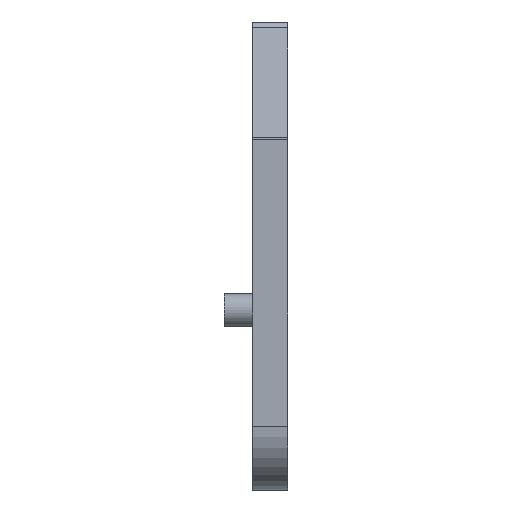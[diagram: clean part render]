
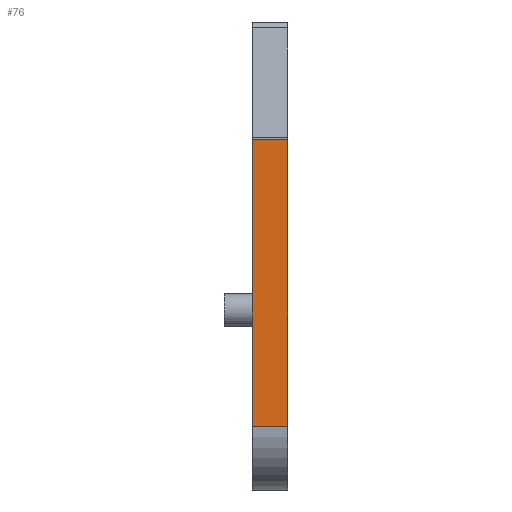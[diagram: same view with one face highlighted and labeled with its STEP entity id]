
A CAD part, front view. The second image highlights one B-rep face of the part: STEP entity #76.
In plain terms, the highlighted planar face has unit normal (0, -1, 0).
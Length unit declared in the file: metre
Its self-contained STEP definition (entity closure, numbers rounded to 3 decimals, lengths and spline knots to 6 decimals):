
#76 = ADVANCED_FACE( '', ( #185 ), #186, .T. );
#185 = FACE_OUTER_BOUND( '', #328, .T. );
#186 = PLANE( '', #329 );
#328 = EDGE_LOOP( '', ( #485, #486, #487, #488 ) );
#329 = AXIS2_PLACEMENT_3D( '', #489, #490, #491 );
#485 = ORIENTED_EDGE( '', *, *, #861, .F. );
#486 = ORIENTED_EDGE( '', *, *, #862, .F. );
#487 = ORIENTED_EDGE( '', *, *, #863, .T. );
#488 = ORIENTED_EDGE( '', *, *, #864, .T. );
#489 = CARTESIAN_POINT( '', ( -0.0022, -0.02805, 0.011819 ) );
#490 = DIRECTION( '', ( 0., -1., 0. ) );
#491 = DIRECTION( '', ( -1., 0., 0. ) );
#861 = EDGE_CURVE( '', #1026, #1027, #1028, .T. );
#862 = EDGE_CURVE( '', #1029, #1026, #1030, .T. );
#863 = EDGE_CURVE( '', #1029, #1031, #1032, .T. );
#864 = EDGE_CURVE( '', #1031, #1027, #1033, .T. );
#1026 = VERTEX_POINT( '', #1260 );
#1027 = VERTEX_POINT( '', #1261 );
#1028 = LINE( '', #1262, #1263 );
#1029 = VERTEX_POINT( '', #1264 );
#1030 = LINE( '', #1265, #1266 );
#1031 = VERTEX_POINT( '', #1267 );
#1032 = LINE( '', #1268, #1269 );
#1033 = LINE( '', #1270, #1271 );
#1260 = CARTESIAN_POINT( '', ( 0., -0.02805, 0.011819 ) );
#1261 = CARTESIAN_POINT( '', ( 0., -0.02805, -0.0062 ) );
#1262 = CARTESIAN_POINT( '', ( 0., -0.02805, 0.011819 ) );
#1263 = VECTOR( '', #1530, 1. );
#1264 = CARTESIAN_POINT( '', ( -0.0022, -0.02805, 0.011819 ) );
#1265 = CARTESIAN_POINT( '', ( -0.0022, -0.02805, 0.011819 ) );
#1266 = VECTOR( '', #1531, 1. );
#1267 = CARTESIAN_POINT( '', ( -0.0022, -0.02805, -0.0062 ) );
#1268 = CARTESIAN_POINT( '', ( -0.0022, -0.02805, 0.011819 ) );
#1269 = VECTOR( '', #1532, 1. );
#1270 = CARTESIAN_POINT( '', ( -0.0022, -0.02805, -0.0062 ) );
#1271 = VECTOR( '', #1533, 1. );
#1530 = DIRECTION( '', ( 0., 0., -1. ) );
#1531 = DIRECTION( '', ( 1., 0., 0. ) );
#1532 = DIRECTION( '', ( 0., 0., -1. ) );
#1533 = DIRECTION( '', ( 1., 0., 0. ) );
